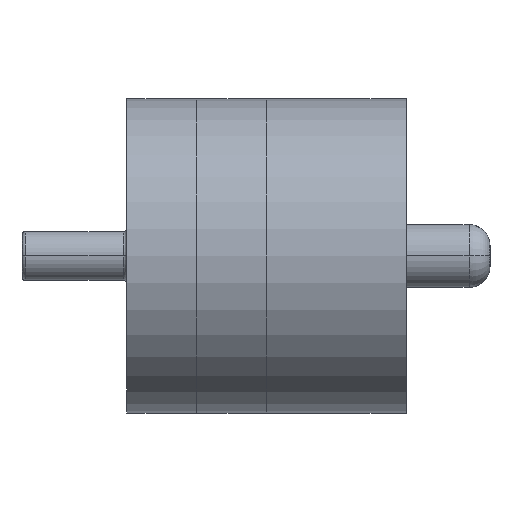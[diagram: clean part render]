
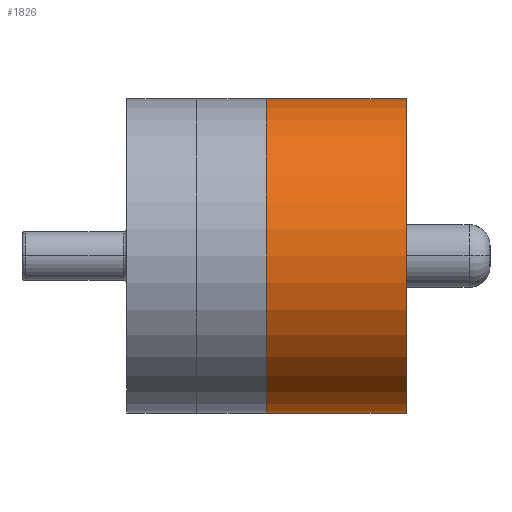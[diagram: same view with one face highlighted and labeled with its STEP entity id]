
A CAD part, left-side view. The second image highlights one B-rep face of the part: STEP entity #1826.
In plain terms, the highlighted cylindrical face has radius 2.25 mm (diameter 4.5 mm), a partial arc.
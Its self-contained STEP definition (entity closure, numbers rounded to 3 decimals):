
#20 = CARTESIAN_POINT ( 'NONE',  ( -11.005, 2., 0.598 ) ) ;
#26 = CARTESIAN_POINT ( 'NONE',  ( -11.005, 0., 2.848 ) ) ;
#111 = DIRECTION ( 'NONE',  ( 0., 1., 0. ) ) ;
#131 = AXIS2_PLACEMENT_3D ( 'NONE', #1631, #111, #1486 ) ;
#134 = AXIS2_PLACEMENT_3D ( 'NONE', #20, #868, #299 ) ;
#155 = CARTESIAN_POINT ( 'NONE',  ( -11.005, 2., -1.652 ) ) ;
#171 = EDGE_CURVE ( 'NONE', #1423, #290, #1321, .T. ) ;
#181 = EDGE_LOOP ( 'NONE', ( #560, #1415, #1281, #1923 ) ) ;
#244 = DIRECTION ( 'NONE',  ( 0., 0., -1. ) ) ;
#262 = FACE_OUTER_BOUND ( 'NONE', #181, .T. ) ;
#290 = VERTEX_POINT ( 'NONE', #26 ) ;
#299 = DIRECTION ( 'NONE',  ( 0., 0., 1. ) ) ;
#313 = CARTESIAN_POINT ( 'NONE',  ( -11.005, 0., -1.652 ) ) ;
#320 = AXIS2_PLACEMENT_3D ( 'NONE', #1000, #1572, #244 ) ;
#405 = VERTEX_POINT ( 'NONE', #155 ) ;
#407 = LINE ( 'NONE', #418, #1088 ) ;
#418 = CARTESIAN_POINT ( 'NONE',  ( -11.005, 4., -1.652 ) ) ;
#438 = CARTESIAN_POINT ( 'NONE',  ( -11.005, 2., 2.848 ) ) ;
#560 = ORIENTED_EDGE ( 'NONE', *, *, #1105, .F. ) ;
#711 = DIRECTION ( 'NONE',  ( 0., -1., 0. ) ) ;
#803 = VERTEX_POINT ( 'NONE', #438 ) ;
#868 = DIRECTION ( 'NONE',  ( 0., 1., 0. ) ) ;
#890 = CIRCLE ( 'NONE', #134, 2.25 ) ;
#991 = VECTOR ( 'NONE', #711, 1000. ) ;
#1000 = CARTESIAN_POINT ( 'NONE',  ( -11.005, 4., 0.598 ) ) ;
#1076 = EDGE_CURVE ( 'NONE', #803, #290, #1634, .T. ) ;
#1088 = VECTOR ( 'NONE', #1191, 1000. ) ;
#1105 = EDGE_CURVE ( 'NONE', #405, #803, #890, .T. ) ;
#1167 = EDGE_CURVE ( 'NONE', #405, #1423, #407, .T. ) ;
#1191 = DIRECTION ( 'NONE',  ( 0., -1., 0. ) ) ;
#1281 = ORIENTED_EDGE ( 'NONE', *, *, #171, .T. ) ;
#1321 = CIRCLE ( 'NONE', #131, 2.25 ) ;
#1415 = ORIENTED_EDGE ( 'NONE', *, *, #1167, .T. ) ;
#1423 = VERTEX_POINT ( 'NONE', #313 ) ;
#1445 = CYLINDRICAL_SURFACE ( 'NONE', #320, 2.25 ) ;
#1486 = DIRECTION ( 'NONE',  ( 0., 0., 1. ) ) ;
#1572 = DIRECTION ( 'NONE',  ( 0., -1., 0. ) ) ;
#1631 = CARTESIAN_POINT ( 'NONE',  ( -11.005, 0., 0.598 ) ) ;
#1634 = LINE ( 'NONE', #1649, #991 ) ;
#1649 = CARTESIAN_POINT ( 'NONE',  ( -11.005, 4., 2.848 ) ) ;
#1826 = ADVANCED_FACE ( 'NONE', ( #262 ), #1445, .T. ) ;
#1923 = ORIENTED_EDGE ( 'NONE', *, *, #1076, .F. ) ;
